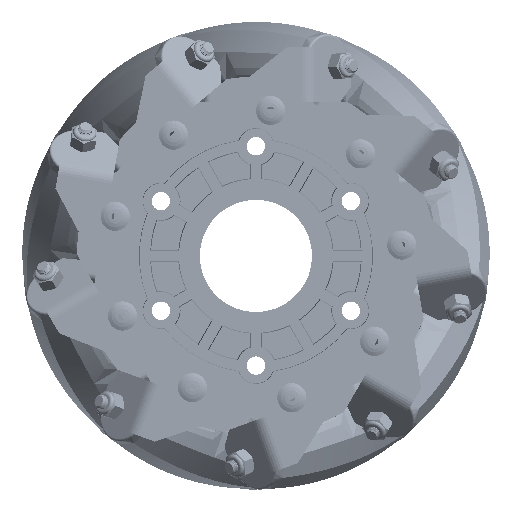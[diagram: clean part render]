
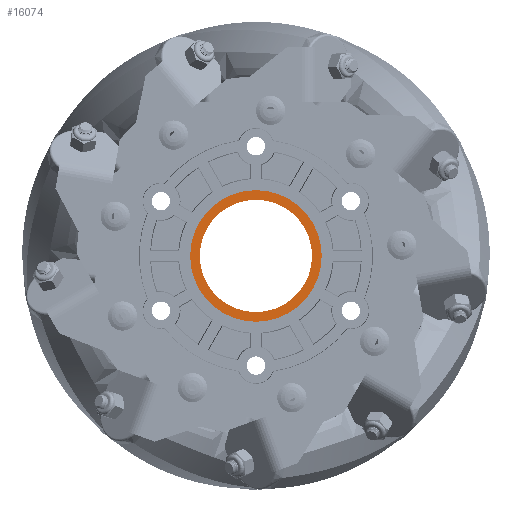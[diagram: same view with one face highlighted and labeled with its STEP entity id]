
A CAD part, left-side view. The second image highlights one B-rep face of the part: STEP entity #16074.
In plain terms, the highlighted planar face has unit normal (-1, 0, 0).
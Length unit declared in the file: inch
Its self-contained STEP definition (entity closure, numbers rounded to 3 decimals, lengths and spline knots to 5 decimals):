
#355 = DIRECTION ( 'NONE',  ( -1., 0., 0. ) ) ;
#1647 = DIRECTION ( 'NONE',  ( -1., 0., 0. ) ) ;
#1652 = ORIENTED_EDGE ( 'NONE', *, *, #25638, .T. ) ;
#2361 = VERTEX_POINT ( 'NONE', #26722 ) ;
#2698 = VERTEX_POINT ( 'NONE', #6743 ) ;
#2737 = DIRECTION ( 'NONE',  ( -1., 0., 0. ) ) ;
#3428 = DIRECTION ( 'NONE',  ( -1., 0., 0. ) ) ;
#3496 = EDGE_CURVE ( 'NONE', #2361, #28152, #19116, .T. ) ;
#3509 = CARTESIAN_POINT ( 'NONE',  ( -0.00375, 0., -0.48 ) ) ;
#3729 = ORIENTED_EDGE ( 'NONE', *, *, #21446, .F. ) ;
#3778 = AXIS2_PLACEMENT_3D ( 'NONE', #16407, #2737, #18669 ) ;
#4208 = AXIS2_PLACEMENT_3D ( 'NONE', #17093, #3428, #19360 ) ;
#5285 = CIRCLE ( 'NONE', #4208, 0.5625 ) ;
#6554 = CARTESIAN_POINT ( 'NONE',  ( -0.00375, 0., 0. ) ) ;
#6743 = CARTESIAN_POINT ( 'NONE',  ( -0.00375, 0., 0.48 ) ) ;
#6833 = ORIENTED_EDGE ( 'NONE', *, *, #11222, .F. ) ;
#7085 = PLANE ( 'NONE',  #21393 ) ;
#8878 = DIRECTION ( 'NONE',  ( 0., 0., 1. ) ) ;
#9385 = FACE_OUTER_BOUND ( 'NONE', #17086, .T. ) ;
#10313 = CIRCLE ( 'NONE', #3778, 0.48 ) ;
#10981 = AXIS2_PLACEMENT_3D ( 'NONE', #6554, #22489, #8878 ) ;
#11056 = EDGE_LOOP ( 'NONE', ( #6833, #3729 ) ) ;
#11222 = EDGE_CURVE ( 'NONE', #2698, #21653, #18854, .T. ) ;
#13433 = AXIS2_PLACEMENT_3D ( 'NONE', #28294, #1647, #17454 ) ;
#16074 = ADVANCED_FACE ( 'NONE', ( #26803, #9385 ), #7085, .T. ) ;
#16275 = DIRECTION ( 'NONE',  ( 0., 0., 1. ) ) ;
#16407 = CARTESIAN_POINT ( 'NONE',  ( -0.00375, 0., 0. ) ) ;
#17086 = EDGE_LOOP ( 'NONE', ( #1652, #25787 ) ) ;
#17093 = CARTESIAN_POINT ( 'NONE',  ( -0.00375, 0., 0. ) ) ;
#17454 = DIRECTION ( 'NONE',  ( 0., 0., 1. ) ) ;
#18669 = DIRECTION ( 'NONE',  ( 0., 0., 1. ) ) ;
#18854 = CIRCLE ( 'NONE', #10981, 0.48 ) ;
#19116 = CIRCLE ( 'NONE', #13433, 0.5625 ) ;
#19360 = DIRECTION ( 'NONE',  ( 0., 0., 1. ) ) ;
#21393 = AXIS2_PLACEMENT_3D ( 'NONE', #23011, #355, #16275 ) ;
#21446 = EDGE_CURVE ( 'NONE', #21653, #2698, #10313, .T. ) ;
#21653 = VERTEX_POINT ( 'NONE', #3509 ) ;
#22489 = DIRECTION ( 'NONE',  ( -1., 0., 0. ) ) ;
#23011 = CARTESIAN_POINT ( 'NONE',  ( -0.00375, 0., 0. ) ) ;
#25002 = CARTESIAN_POINT ( 'NONE',  ( -0.00375, 0., 0.5625 ) ) ;
#25638 = EDGE_CURVE ( 'NONE', #28152, #2361, #5285, .T. ) ;
#25787 = ORIENTED_EDGE ( 'NONE', *, *, #3496, .T. ) ;
#26722 = CARTESIAN_POINT ( 'NONE',  ( -0.00375, 0., -0.5625 ) ) ;
#26803 = FACE_BOUND ( 'NONE', #11056, .T. ) ;
#28152 = VERTEX_POINT ( 'NONE', #25002 ) ;
#28294 = CARTESIAN_POINT ( 'NONE',  ( -0.00375, 0., 0. ) ) ;
